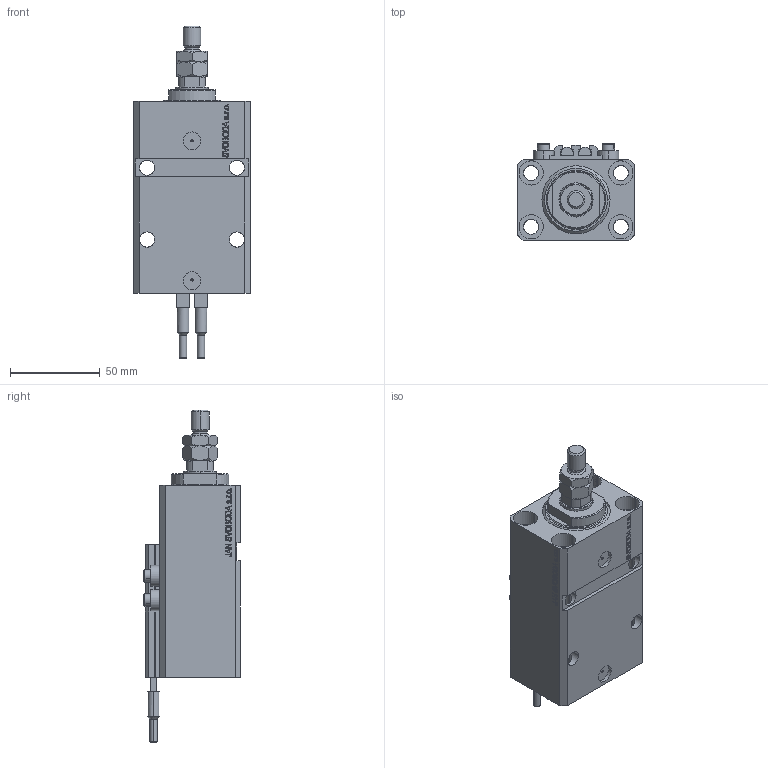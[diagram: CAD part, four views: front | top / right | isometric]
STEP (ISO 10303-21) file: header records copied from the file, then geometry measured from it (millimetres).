
FILE_DESCRIPTION (( 'STEP AP203' ), '1' );
FILE_NAME ('2be5.STEP', '2024-08-07T06:20:12', ( '' ), ( '' ), 'SwSTEP 2.0', 'SolidWorks 2019', '' );
FILE_SCHEMA (( 'CONFIG_CONTROL_DESIGN' ));
Length unit declared in the file: millimetre
Products named in the file (7): MTA 3b61383fc2af3b2138a70fb2d0b6c85e; SWITCH_V250CE 3b61383fc2af3b2138a70fb2d0b6c85e; V250CE_C_VCP 3b61383fc2af3b2138a70fb2d0b6c85e; V250CE_E_Body 3b61383fc2af3b2138a70fb2d0b6c85e; ALLEN BOLT V250CE 3b61383fc2af3b2138a70fb2d0b6c85e; V250CE_VC_E 3b61383fc2af3b2138a70fb2d0b6c85e; 2be5
Assembly tree (10 placements, depth 2):
  2be5
    V250CE_E_Body 3b61383fc2af3b2138a70fb2d0b6c85e
    ALLEN BOLT V250CE 3b61383fc2af3b2138a70fb2d0b6c85e  x4
    V250CE_C_VCP 3b61383fc2af3b2138a70fb2d0b6c85e
    V250CE_VC_E 3b61383fc2af3b2138a70fb2d0b6c85e
    MTA 3b61383fc2af3b2138a70fb2d0b6c85e
    SWITCH_V250CE 3b61383fc2af3b2138a70fb2d0b6c85e  x2
Bounding box: 65 x 54 x 185 mm (x, y, z)
Volume: 281458.7 mm3; surface area: 81364 mm2
Topology: 11 solids, 11 shells, 1188 faces, 2925 edges, 1866 vertices
Faces by surface type: plane 558, bspline 360, cylinder 162, cone 88, torus 20
Entity records: 50107 total; most frequent: CARTESIAN_POINT 25798, ORIENTED_EDGE 5432, DIRECTION 3646, EDGE_CURVE 2716, VERTEX_POINT 1752, LINE 1590, VECTOR 1590, EDGE_LOOP 1226
